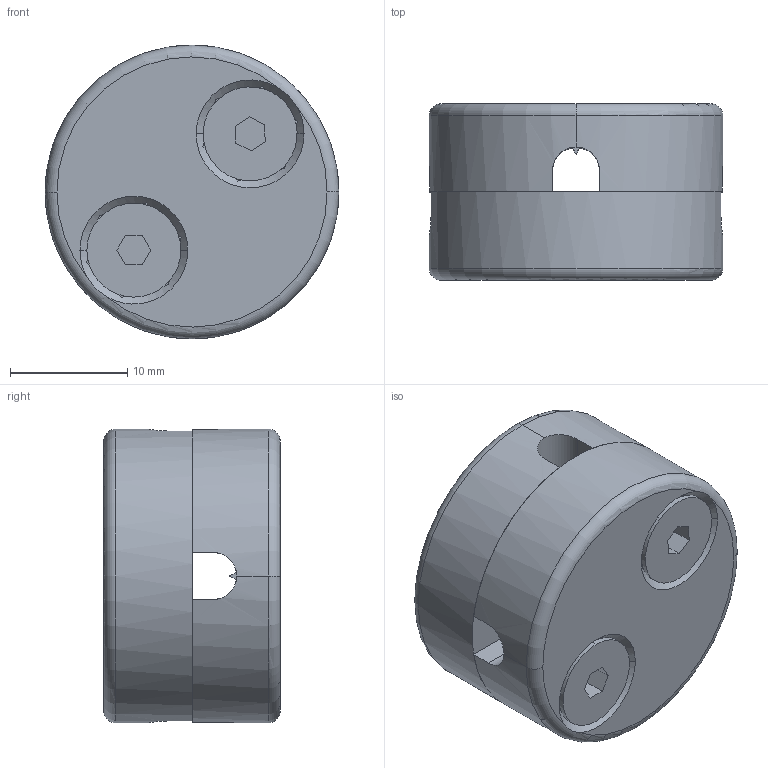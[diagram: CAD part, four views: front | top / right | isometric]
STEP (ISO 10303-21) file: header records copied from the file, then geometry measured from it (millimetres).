
FILE_DESCRIPTION (( 'STEP AP214' ), '1' );
FILE_NAME ('A19_7406-004.STEP', '2023-05-26T12:23:11', ( '' ), ( '' ), 'SwSTEP 2.0', 'SolidWorks 2019', '' );
FILE_SCHEMA (( 'AUTOMOTIVE_DESIGN' ));
Length unit declared in the file: millimetre
Products named in the file (4): A19_7406-004.P1; A19_7406-004; MATICA DIN 934_MATICA M 4; Skrutka DIN 7991_Skrutka M 4x14
Assembly tree (6 placements, depth 2):
  A19_7406-004
    A19_7406-004.P1  x2
    MATICA DIN 934_MATICA M 4  x2
    Skrutka DIN 7991_Skrutka M 4x14  x2
Bounding box: 25 x 15 x 25 mm (x, y, z)
Volume: 6421.4 mm3; surface area: 4619.3 mm2
Topology: 6 solids, 6 shells, 150 faces, 372 edges, 240 vertices
Faces by surface type: plane 88, cone 32, cylinder 26, torus 4
Entity records: 2678 total; most frequent: CARTESIAN_POINT 696, ORIENTED_EDGE 372, DIRECTION 366, EDGE_CURVE 186, AXIS2_PLACEMENT_3D 134, VERTEX_POINT 120, LINE 98, VECTOR 98
